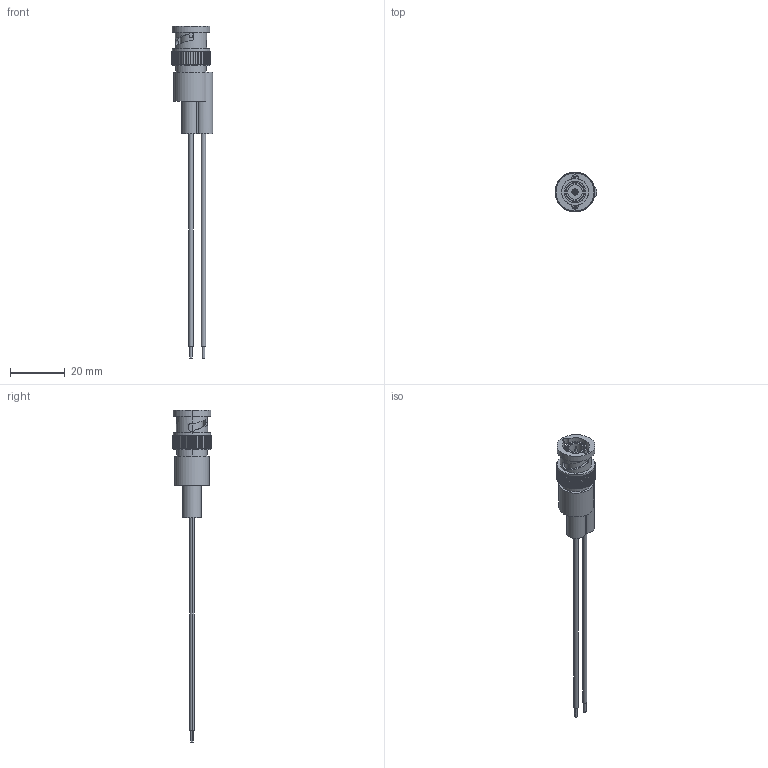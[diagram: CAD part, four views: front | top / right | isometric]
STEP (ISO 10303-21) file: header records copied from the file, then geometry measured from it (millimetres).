
FILE_DESCRIPTION (( 'STEP AP203' ), '1' );
FILE_NAME ('BC25.STEP', '2006-06-30T19:36:54', ( ' ' ), ( ' ' ), 'SwSTEP 2.0', 'SolidWorks 2005354', '' );
FILE_SCHEMA (( 'CONFIG_CONTROL_DESIGN' ));
Length unit declared in the file: inch
Products named in the file (3): 1AB05-022-MA2; BC25-MA1_with flange; BC25
Assembly tree (2 placements, depth 2):
  BC25
    1AB05-022-MA2
    BC25-MA1_with flange
Bounding box: 15.18 x 14.48 x 121.36 mm (x, y, z)
Volume: 3987.8 mm3; surface area: 4085.8 mm2
Topology: 2 solids, 2 shells, 362 faces, 1020 edges, 676 vertices
Faces by surface type: plane 193, cylinder 155, bspline 8, cone 6
Entity records: 12855 total; most frequent: CARTESIAN_POINT 2981, ORIENTED_EDGE 2040, DIRECTION 2012, EDGE_CURVE 1020, AXIS2_PLACEMENT_3D 683, VERTEX_POINT 676, VECTOR 646, LINE 646
